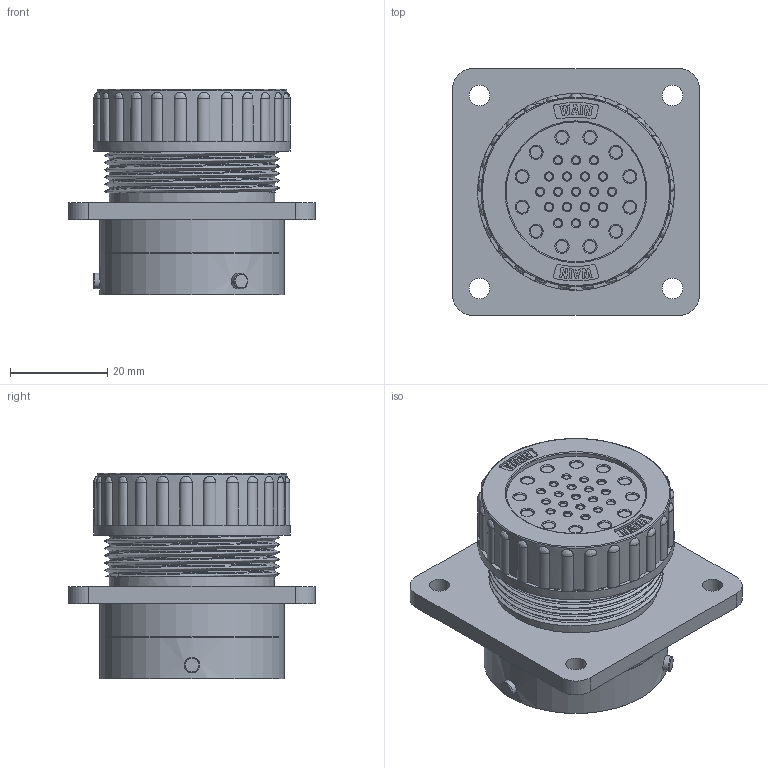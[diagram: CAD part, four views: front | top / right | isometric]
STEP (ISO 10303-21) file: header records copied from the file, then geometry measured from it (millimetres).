
FILE_DESCRIPTION(/* description */ (''),/* implementation_level */ '2;1');
FILE_NAME(/* name */ '33333.stp',/* time_stamp */ '2024-01-30T17:51:44+08:00',/* author */ (''),/* organization */ (''),/* preprocessor_version */ 'ST-DEVELOPER v18.1',/* originating_system */ 'SIEMENS PLM Software NX 1980',/* authorisation */ '');
FILE_SCHEMA (('AUTOMOTIVE_DESIGN { 1 0 10303 214 3 1 1 1 }'));
Length unit declared in the file: millimetre
Products named in the file (1): 33333
Bounding box: 50.8 x 50.8 x 42.23 mm (x, y, z)
Volume: 41432.3 mm3; surface area: 14556.2 mm2
Topology: 1 solids, 1 shells, 1113 faces, 2993 edges, 1964 vertices
Faces by surface type: plane 521, cylinder 497, torus 36, extrusion 30, bspline 27, cone 2
Full cylindrical faces by diameter (mm): 1.5 x19, 2.5 x12, 3.2 x3, 3.3 x19, 4.2 x4, 4.7 x12, 28.8 x1, 29 x1, 34 x6, 38 x2, 39 x1, 40.5 x1
Entity records: 41478 total; most frequent: CARTESIAN_POINT 17250, ORIENTED_EDGE 5476, DIRECTION 3914, EDGE_CURVE 2738, VERTEX_POINT 1879, AXIS2_PLACEMENT_3D 1395, EDGE_LOOP 1371, B_SPLINE_CURVE_WITH_KNOTS 1280
